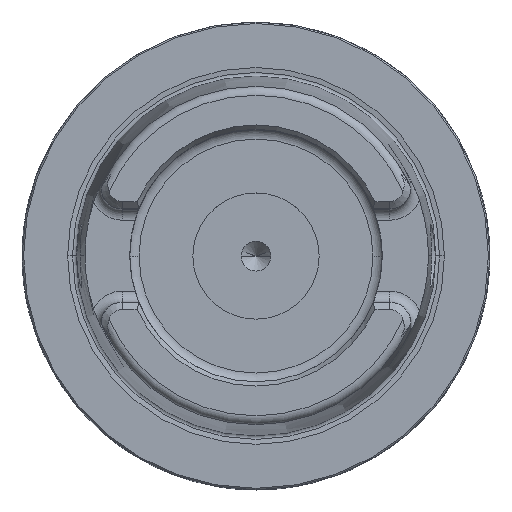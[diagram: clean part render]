
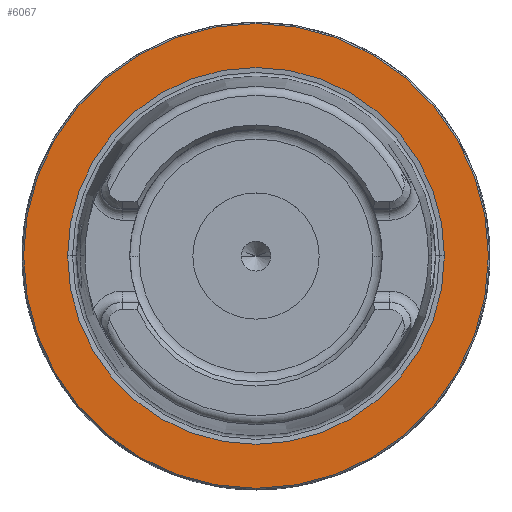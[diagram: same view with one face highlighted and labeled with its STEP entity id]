
A CAD part, top view. The second image highlights one B-rep face of the part: STEP entity #6067.
In plain terms, the highlighted planar face has unit normal (0, 0, 1).
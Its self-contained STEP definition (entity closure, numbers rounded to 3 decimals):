
#1803=CARTESIAN_POINT('',(0.,0.,0.));
#1804=DIRECTION('',(0.,0.,1.));
#1805=DIRECTION('',(1.,0.,0.));
#1806=AXIS2_PLACEMENT_3D('',#1803,#1804,#1805);
#1819=CARTESIAN_POINT('',(0.,0.,0.));
#1820=DIRECTION('',(0.,0.,-1.));
#1821=DIRECTION('',(1.,0.,0.));
#1822=AXIS2_PLACEMENT_3D('',#1819,#1820,#1821);
#1841=CARTESIAN_POINT('',(0.,0.,0.));
#1842=DIRECTION('',(0.,0.,1.));
#1843=DIRECTION('',(1.,0.,0.));
#1844=AXIS2_PLACEMENT_3D('',#1841,#1842,#1843);
#4435=CARTESIAN_POINT('',(0.,0.,0.));
#4436=DIRECTION('',(0.,0.,-1.));
#4437=DIRECTION('',(1.,0.,0.));
#4438=AXIS2_PLACEMENT_3D('',#4435,#4436,#4437);
#4465=CARTESIAN_POINT('',(25.374,0.,0.));
#4467=VERTEX_POINT('',#4465);
#4477=CARTESIAN_POINT('',(-25.374,0.,0.));
#4479=VERTEX_POINT('',#4477);
#4713=CARTESIAN_POINT('',(31.3,0.,0.));
#4714=CARTESIAN_POINT('',(-31.3,0.,0.));
#4715=VERTEX_POINT('',#4713);
#4716=VERTEX_POINT('',#4714);
#6051=CARTESIAN_POINT('',(0.,0.,0.));
#6052=DIRECTION('',(0.,0.,-1.));
#6053=DIRECTION('',(-1.,0.,0.));
#6054=AXIS2_PLACEMENT_3D('',#6051,#6052,#6053);
#6055=PLANE('',#6054);
#6056=ORIENTED_EDGE('',*,*,#6041,.F.);
#6058=ORIENTED_EDGE('',*,*,#6057,.T.);
#6059=EDGE_LOOP('',(#6056,#6058));
#6060=FACE_OUTER_BOUND('',#6059,.F.);
#6062=ORIENTED_EDGE('',*,*,#6061,.F.);
#6064=ORIENTED_EDGE('',*,*,#6063,.T.);
#6065=EDGE_LOOP('',(#6062,#6064));
#6066=FACE_BOUND('',#6065,.F.);
#1807=CIRCLE('',#1806,31.3);
#1823=CIRCLE('',#1822,25.374);
#1845=CIRCLE('',#1844,25.374);
#4439=CIRCLE('',#4438,31.3);
#6041=EDGE_CURVE('',#4715,#4716,#1807,.T.);
#6057=EDGE_CURVE('',#4715,#4716,#4439,.T.);
#6061=EDGE_CURVE('',#4467,#4479,#1823,.T.);
#6063=EDGE_CURVE('',#4467,#4479,#1845,.T.);
#6067=ADVANCED_FACE('',(#6060,#6066),#6055,.F.);
